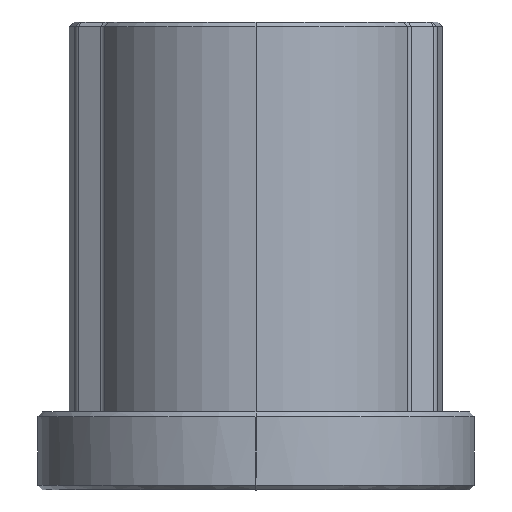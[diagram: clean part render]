
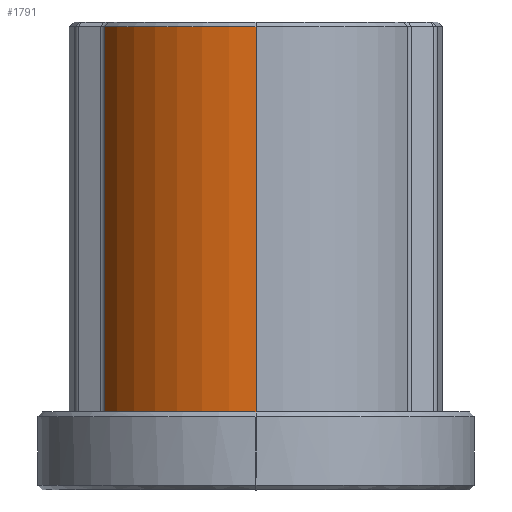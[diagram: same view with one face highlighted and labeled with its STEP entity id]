
A CAD part, left-side view. The second image highlights one B-rep face of the part: STEP entity #1791.
In plain terms, the highlighted cylindrical face has radius 10.65 mm (diameter 21.3 mm), a partial arc.
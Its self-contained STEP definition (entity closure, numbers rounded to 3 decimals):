
#128 = VERTEX_POINT ( 'NONE', #6341 ) ;
#137 = VERTEX_POINT ( 'NONE', #315 ) ;
#315 = CARTESIAN_POINT ( 'NONE',  ( -4.351, 9.721, 29.7 ) ) ;
#394 = AXIS2_PLACEMENT_3D ( 'NONE', #5862, #5896, #6372 ) ;
#612 = VERTEX_POINT ( 'NONE', #5910 ) ;
#869 = EDGE_CURVE ( 'NONE', #137, #128, #1695, .T. ) ;
#875 = AXIS2_PLACEMENT_3D ( 'NONE', #5418, #1665, #6153 ) ;
#885 = EDGE_LOOP ( 'NONE', ( #1372, #1401, #4717, #5646 ) ) ;
#1121 = CARTESIAN_POINT ( 'NONE',  ( -4.351, 9.721, 5. ) ) ;
#1157 = CYLINDRICAL_SURFACE ( 'NONE', #394, 10.65 ) ;
#1372 = ORIENTED_EDGE ( 'NONE', *, *, #3643, .F. ) ;
#1373 = DIRECTION ( 'NONE',  ( 0., 0., 1. ) ) ;
#1401 = ORIENTED_EDGE ( 'NONE', *, *, #1454, .T. ) ;
#1454 = EDGE_CURVE ( 'NONE', #2372, #612, #2338, .T. ) ;
#1591 = FACE_OUTER_BOUND ( 'NONE', #885, .T. ) ;
#1665 = DIRECTION ( 'NONE',  ( 0., 0., 1. ) ) ;
#1695 = CIRCLE ( 'NONE', #4636, 10.65 ) ;
#1711 = EDGE_CURVE ( 'NONE', #612, #128, #3145, .T. ) ;
#1791 = ADVANCED_FACE ( 'NONE', ( #1591 ), #1157, .T. ) ;
#1793 = VECTOR ( 'NONE', #1373, 1000. ) ;
#2327 = LINE ( 'NONE', #2390, #1793 ) ;
#2338 = CIRCLE ( 'NONE', #875, 10.65 ) ;
#2372 = VERTEX_POINT ( 'NONE', #1121 ) ;
#2390 = CARTESIAN_POINT ( 'NONE',  ( -4.351, 9.721, 5. ) ) ;
#2548 = DIRECTION ( 'NONE',  ( -0.408, 0.913, 0. ) ) ;
#3084 = DIRECTION ( 'NONE',  ( 0., 0., 1. ) ) ;
#3145 = LINE ( 'NONE', #5666, #3544 ) ;
#3493 = DIRECTION ( 'NONE',  ( 0., 0., 1. ) ) ;
#3544 = VECTOR ( 'NONE', #3084, 1000. ) ;
#3643 = EDGE_CURVE ( 'NONE', #2372, #137, #2327, .T. ) ;
#4636 = AXIS2_PLACEMENT_3D ( 'NONE', #6034, #3493, #2548 ) ;
#4717 = ORIENTED_EDGE ( 'NONE', *, *, #1711, .T. ) ;
#5418 = CARTESIAN_POINT ( 'NONE',  ( 0., 0., 5. ) ) ;
#5646 = ORIENTED_EDGE ( 'NONE', *, *, #869, .F. ) ;
#5666 = CARTESIAN_POINT ( 'NONE',  ( -10.65, 0., 5. ) ) ;
#5862 = CARTESIAN_POINT ( 'NONE',  ( 0., 0., 0. ) ) ;
#5896 = DIRECTION ( 'NONE',  ( 0., 0., 1. ) ) ;
#5910 = CARTESIAN_POINT ( 'NONE',  ( -10.65, 0., 5. ) ) ;
#6034 = CARTESIAN_POINT ( 'NONE',  ( 0., 0., 29.7 ) ) ;
#6153 = DIRECTION ( 'NONE',  ( -0.408, 0.913, 0. ) ) ;
#6341 = CARTESIAN_POINT ( 'NONE',  ( -10.65, 0., 29.7 ) ) ;
#6372 = DIRECTION ( 'NONE',  ( 1., 0., 0. ) ) ;
